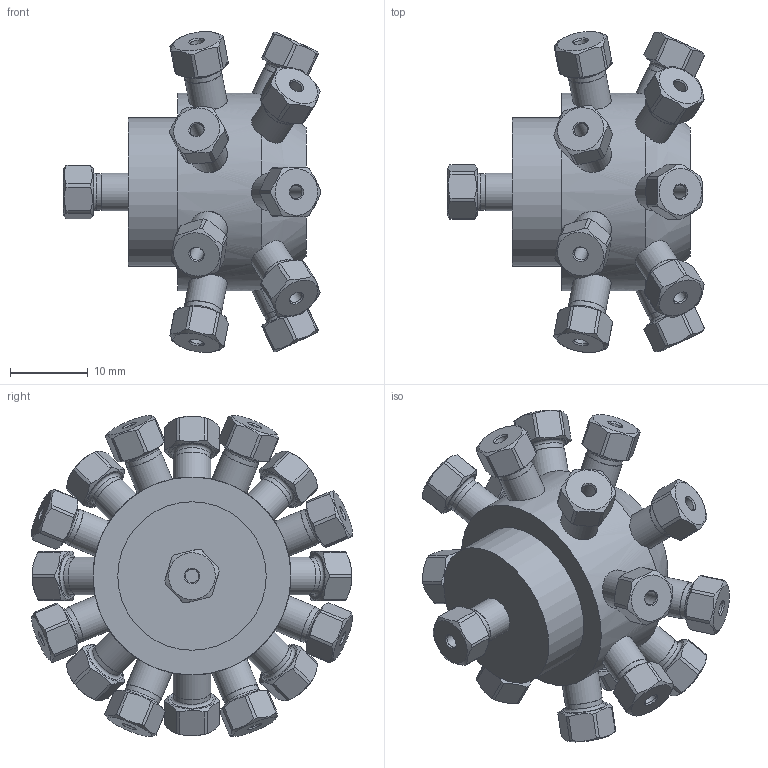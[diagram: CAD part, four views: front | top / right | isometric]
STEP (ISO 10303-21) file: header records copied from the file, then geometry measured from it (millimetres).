
FILE_DESCRIPTION((''),'2;1');
FILE_NAME('305220-Z16M1PK Manifold 1-16.stp','2013-08-21T16:46:01',('Franzp'),(''),'Autodesk Inventor 2013','Autodesk Inventor 2013','');
FILE_SCHEMA(('AUTOMOTIVE_DESIGN { 1 0 10303 214 1 1 1 1 }'));
Length unit declared in the file: millimetre
Products named in the file (1): 305220_Shrinkwrap_1
Bounding box: 32.98 x 41.18 x 41.18 mm (x, y, z)
Surface area: 7239.8 mm2 (no closed solid volume)
Topology: 0 solids, 38 shells, 389 faces, 1045 edges, 697 vertices
Faces by surface type: cylinder 169, plane 151, cone 52, torus 17
Full cylindrical faces by diameter (mm): 1.75 x17, 4.699 x17, 4.826 x17, 4.9 x14, 19.05 x1, 25.4 x1
Entity records: 11997 total; most frequent: CARTESIAN_POINT 2858, DIRECTION 1816, ORIENTED_EDGE 1605, EDGE_CURVE 848, AXIS2_PLACEMENT_3D 806, VERTEX_POINT 636, EDGE_LOOP 581, CIRCLE 416
